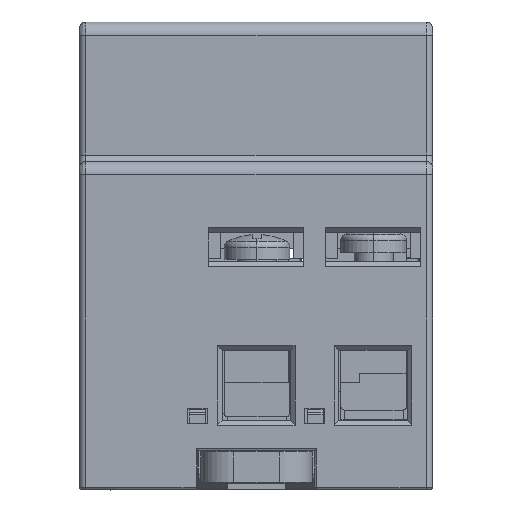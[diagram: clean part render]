
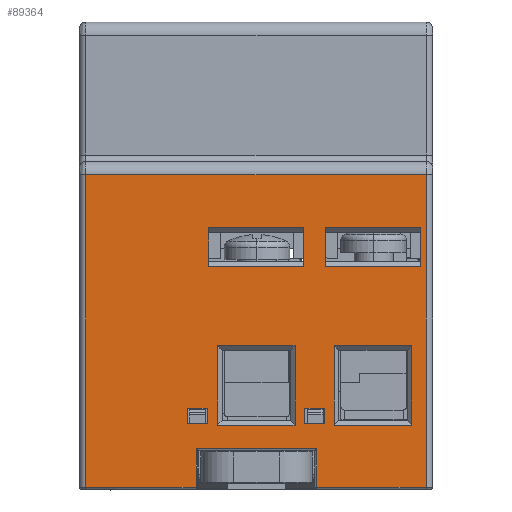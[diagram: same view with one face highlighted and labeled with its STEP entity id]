
A CAD part, left-side view. The second image highlights one B-rep face of the part: STEP entity #89364.
In plain terms, the highlighted planar face has unit normal (-1, 0, 0).
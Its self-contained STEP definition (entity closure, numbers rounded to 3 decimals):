
#65867=DIRECTION('',(0.,1.,0.));
#65868=VECTOR('',#65867,16.8);
#65869=CARTESIAN_POINT('',(-45.,-35.8,0.3));
#65870=LINE('',#65869,#65868);
#65898=DIRECTION('',(0.,0.,-1.));
#65899=VECTOR('',#65898,5.9);
#65900=CARTESIAN_POINT('',(-45.,-35.8,6.2));
#65901=LINE('',#65900,#65899);
#65930=DIRECTION('',(0.,0.,-1.));
#65931=VECTOR('',#65930,47.7);
#65932=CARTESIAN_POINT('',(-45.,-70.9,48.));
#65933=LINE('',#65932,#65931);
#65961=DIRECTION('',(0.,1.,0.));
#65962=VECTOR('',#65961,16.7);
#65963=CARTESIAN_POINT('',(-45.,-70.9,0.3));
#65964=LINE('',#65963,#65962);
#66080=DIRECTION('',(0.,1.,0.));
#66081=VECTOR('',#66080,18.4);
#66082=CARTESIAN_POINT('',(-45.,-54.2,6.2));
#66083=LINE('',#66082,#66081);
#66094=DIRECTION('',(0.,0.,1.));
#66095=VECTOR('',#66094,5.9);
#66096=CARTESIAN_POINT('',(-45.,-54.2,0.3));
#66097=LINE('',#66096,#66095);
#71820=DIRECTION('',(0.,-1.,0.));
#71821=VECTOR('',#71820,51.9);
#71822=CARTESIAN_POINT('',(-45.,-19.,48.));
#71823=LINE('',#71822,#71821);
#71858=DIRECTION('',(0.,0.,1.));
#71859=VECTOR('',#71858,47.7);
#71860=CARTESIAN_POINT('',(-45.,-19.,
0.3));
#71861=LINE('',#71860,#71859);
#83133=DIRECTION('',(0.,-1.,0.));
#83134=VECTOR('',#83133,11.8);
#83135=CARTESIAN_POINT('',(-45.,-39.1,9.8));
#83136=LINE('',#83135,#83134);
#83147=DIRECTION('',(0.,0.,1.));
#83148=VECTOR('',#83147,12.1);
#83149=CARTESIAN_POINT('',(-45.,-50.9,9.8));
#83150=LINE('',#83149,#83148);
#83175=DIRECTION('',(0.,1.,0.));
#83176=VECTOR('',#83175,11.8);
#83177=CARTESIAN_POINT('',(-45.,-50.9,21.9));
#83178=LINE('',#83177,#83176);
#83266=DIRECTION('',(0.,0.,-1.));
#83267=VECTOR('',#83266,12.1);
#83268=CARTESIAN_POINT('',(-45.,-39.1,21.9));
#83269=LINE('',#83268,#83267);
#83287=DIRECTION('',(0.,0.,1.));
#83288=VECTOR('',#83287,5.9);
#83289=CARTESIAN_POINT('',(-45.,-52.25,34.));
#83290=LINE('',#83289,#83288);
#83294=DIRECTION('',(0.,-1.,0.));
#83295=VECTOR('',#83294,14.5);
#83296=CARTESIAN_POINT('',(-45.,-37.75,34.));
#83297=LINE('',#83296,#83295);
#83301=DIRECTION('',(0.,0.,-1.));
#83302=VECTOR('',#83301,5.9);
#83303=CARTESIAN_POINT('',(-45.,-37.75,39.9));
#83304=LINE('',#83303,#83302);
#83322=DIRECTION('',(0.,1.,0.));
#83323=VECTOR('',#83322,14.5);
#83324=CARTESIAN_POINT('',(-45.,-52.25,39.9));
#83325=LINE('',#83324,#83323);
#83392=DIRECTION('',(0.,0.,1.));
#83393=VECTOR('',#83392,5.9);
#83394=CARTESIAN_POINT('',(-45.,-70.05,34.));
#83395=LINE('',#83394,#83393);
#83406=DIRECTION('',(0.,1.,0.));
#83407=VECTOR('',#83406,14.5);
#83408=CARTESIAN_POINT('',(-45.,-70.05,39.9));
#83409=LINE('',#83408,#83407);
#83420=DIRECTION('',(0.,0.,-1.));
#83421=VECTOR('',#83420,5.9);
#83422=CARTESIAN_POINT('',(-45.,-55.55,39.9));
#83423=LINE('',#83422,#83421);
#83470=DIRECTION('',(0.,-1.,0.));
#83471=VECTOR('',#83470,14.5);
#83472=CARTESIAN_POINT('',(-45.,-55.55,34.));
#83473=LINE('',#83472,#83471);
#83520=DIRECTION('',(0.,-1.,0.));
#83521=VECTOR('',#83520,3.);
#83522=CARTESIAN_POINT('',(-45.,-52.4,10.));
#83523=LINE('',#83522,#83521);
#83527=DIRECTION('',(0.,0.,-1.));
#83528=VECTOR('',#83527,2.4);
#83529=CARTESIAN_POINT('',(-45.,-52.4,12.4));
#83530=LINE('',#83529,#83528);
#83548=DIRECTION('',(0.,1.,0.));
#83549=VECTOR('',#83548,3.);
#83550=CARTESIAN_POINT('',(-45.,-55.4,12.4));
#83551=LINE('',#83550,#83549);
#83562=DIRECTION('',(0.,0.,1.));
#83563=VECTOR('',#83562,2.4);
#83564=CARTESIAN_POINT('',(-45.,-55.4,10.));
#83565=LINE('',#83564,#83563);
#83576=DIRECTION('',(0.,-1.,0.));
#83577=VECTOR('',#83576,3.);
#83578=CARTESIAN_POINT('',(-45.,-34.5,10.));
#83579=LINE('',#83578,#83577);
#83583=DIRECTION('',(0.,0.,-1.));
#83584=VECTOR('',#83583,2.4);
#83585=CARTESIAN_POINT('',(-45.,-34.5,12.4));
#83586=LINE('',#83585,#83584);
#83604=DIRECTION('',(0.,1.,0.));
#83605=VECTOR('',#83604,3.);
#83606=CARTESIAN_POINT('',(-45.,-37.5,12.4));
#83607=LINE('',#83606,#83605);
#83618=DIRECTION('',(0.,0.,1.));
#83619=VECTOR('',#83618,2.4);
#83620=CARTESIAN_POINT('',(-45.,-37.5,10.));
#83621=LINE('',#83620,#83619);
#83625=DIRECTION('',(0.,0.,1.));
#83626=VECTOR('',#83625,12.1);
#83627=CARTESIAN_POINT('',(-45.,-68.7,9.8));
#83628=LINE('',#83627,#83626);
#83646=DIRECTION('',(0.,1.,0.));
#83647=VECTOR('',#83646,11.8);
#83648=CARTESIAN_POINT('',(-45.,-68.7,21.9));
#83649=LINE('',#83648,#83647);
#83751=DIRECTION('',(0.,0.,-1.));
#83752=VECTOR('',#83751,12.1);
#83753=CARTESIAN_POINT('',(-45.,-56.9,21.9));
#83754=LINE('',#83753,#83752);
#83758=DIRECTION('',(0.,-1.,0.));
#83759=VECTOR('',#83758,11.8);
#83760=CARTESIAN_POINT('',(-45.,-56.9,9.8));
#83761=LINE('',#83760,#83759);
#84316=CARTESIAN_POINT('',(-45.,-19.,
0.3));
#84317=CARTESIAN_POINT('',(-45.,-19.,48.));
#84318=VERTEX_POINT('',#84316);
#84319=VERTEX_POINT('',#84317);
#84320=CARTESIAN_POINT('',(-45.,-70.9,48.));
#84321=VERTEX_POINT('',#84320);
#84322=CARTESIAN_POINT('',(-45.,-70.9,0.3));
#84323=VERTEX_POINT('',#84322);
#85577=CARTESIAN_POINT('',(-45.,-35.8,0.3));
#85578=VERTEX_POINT('',#85577);
#85579=CARTESIAN_POINT('',(-45.,-35.8,6.2));
#85580=VERTEX_POINT('',#85579);
#85581=CARTESIAN_POINT('',(-45.,-54.2,6.2));
#85582=VERTEX_POINT('',#85581);
#85583=CARTESIAN_POINT('',(-45.,-54.2,0.3));
#85584=VERTEX_POINT('',#85583);
#85585=CARTESIAN_POINT('',(-45.,-39.1,9.8));
#85586=CARTESIAN_POINT('',(-45.,-50.9,9.8));
#85587=VERTEX_POINT('',#85585);
#85588=VERTEX_POINT('',#85586);
#85589=CARTESIAN_POINT('',(-45.,-39.1,21.9));
#85590=VERTEX_POINT('',#85589);
#85591=CARTESIAN_POINT('',(-45.,-50.9,21.9));
#85592=VERTEX_POINT('',#85591);
#85593=CARTESIAN_POINT('',(-45.,-52.25,34.));
#85594=CARTESIAN_POINT('',(-45.,-52.25,39.9));
#85595=VERTEX_POINT('',#85593);
#85596=VERTEX_POINT('',#85594);
#85597=CARTESIAN_POINT('',(-45.,-37.75,34.));
#85598=VERTEX_POINT('',#85597);
#85599=CARTESIAN_POINT('',(-45.,-37.75,39.9));
#85600=VERTEX_POINT('',#85599);
#85601=CARTESIAN_POINT('',(-45.,-70.05,34.));
#85602=CARTESIAN_POINT('',(-45.,-70.05,39.9));
#85603=VERTEX_POINT('',#85601);
#85604=VERTEX_POINT('',#85602);
#85605=CARTESIAN_POINT('',(-45.,-55.55,34.));
#85606=VERTEX_POINT('',#85605);
#85607=CARTESIAN_POINT('',(-45.,-55.55,39.9));
#85608=VERTEX_POINT('',#85607);
#85609=CARTESIAN_POINT('',(-45.,-52.4,10.));
#85610=CARTESIAN_POINT('',(-45.,-55.4,10.));
#85611=VERTEX_POINT('',#85609);
#85612=VERTEX_POINT('',#85610);
#85613=CARTESIAN_POINT('',(-45.,-52.4,12.4));
#85614=VERTEX_POINT('',#85613);
#85615=CARTESIAN_POINT('',(-45.,-55.4,12.4));
#85616=VERTEX_POINT('',#85615);
#85617=CARTESIAN_POINT('',(-45.,-34.5,10.));
#85618=CARTESIAN_POINT('',(-45.,-37.5,10.));
#85619=VERTEX_POINT('',#85617);
#85620=VERTEX_POINT('',#85618);
#85621=CARTESIAN_POINT('',(-45.,-34.5,12.4));
#85622=VERTEX_POINT('',#85621);
#85623=CARTESIAN_POINT('',(-45.,-37.5,12.4));
#85624=VERTEX_POINT('',#85623);
#85625=CARTESIAN_POINT('',(-45.,-68.7,9.8));
#85626=CARTESIAN_POINT('',(-45.,-68.7,21.9));
#85627=VERTEX_POINT('',#85625);
#85628=VERTEX_POINT('',#85626);
#85629=CARTESIAN_POINT('',(-45.,-56.9,9.8));
#85630=VERTEX_POINT('',#85629);
#85631=CARTESIAN_POINT('',(-45.,-56.9,21.9));
#85632=VERTEX_POINT('',#85631);
#89283=CARTESIAN_POINT('',(-45.,-71.9,0.));
#89284=DIRECTION('',(-1.,0.,0.));
#89285=DIRECTION('',(0.,0.,-1.));
#89286=AXIS2_PLACEMENT_3D('',#89283,#89284,#89285);
#89287=PLANE('',#89286);
#89289=ORIENTED_EDGE('',*,*,#89288,.T.);
#89291=ORIENTED_EDGE('',*,*,#89290,.T.);
#89293=ORIENTED_EDGE('',*,*,#89292,.T.);
#89295=ORIENTED_EDGE('',*,*,#89294,.T.);
#89296=ORIENTED_EDGE('',*,*,#89274,.T.);
#89297=ORIENTED_EDGE('',*,*,#89250,.T.);
#89299=ORIENTED_EDGE('',*,*,#89298,.T.);
#89301=ORIENTED_EDGE('',*,*,#89300,.T.);
#89302=EDGE_LOOP('',(#89289,#89291,#89293,#89295,#89296,#89297,#89299,#89301));
#89303=FACE_OUTER_BOUND('',#89302,.F.);
#89305=ORIENTED_EDGE('',*,*,#89304,.T.);
#89307=ORIENTED_EDGE('',*,*,#89306,.T.);
#89309=ORIENTED_EDGE('',*,*,#89308,.T.);
#89311=ORIENTED_EDGE('',*,*,#89310,.T.);
#89312=EDGE_LOOP('',(#89305,#89307,#89309,#89311));
#89313=FACE_BOUND('',#89312,.F.);
#89315=ORIENTED_EDGE('',*,*,#89314,.T.);
#89317=ORIENTED_EDGE('',*,*,#89316,.T.);
#89319=ORIENTED_EDGE('',*,*,#89318,.T.);
#89321=ORIENTED_EDGE('',*,*,#89320,.T.);
#89322=EDGE_LOOP('',(#89315,#89317,#89319,#89321));
#89323=FACE_BOUND('',#89322,.F.);
#89325=ORIENTED_EDGE('',*,*,#89324,.T.);
#89327=ORIENTED_EDGE('',*,*,#89326,.T.);
#89329=ORIENTED_EDGE('',*,*,#89328,.T.);
#89331=ORIENTED_EDGE('',*,*,#89330,.T.);
#89332=EDGE_LOOP('',(#89325,#89327,#89329,#89331));
#89333=FACE_BOUND('',#89332,.F.);
#89335=ORIENTED_EDGE('',*,*,#89334,.T.);
#89337=ORIENTED_EDGE('',*,*,#89336,.T.);
#89339=ORIENTED_EDGE('',*,*,#89338,.T.);
#89341=ORIENTED_EDGE('',*,*,#89340,.T.);
#89342=EDGE_LOOP('',(#89335,#89337,#89339,#89341));
#89343=FACE_BOUND('',#89342,.F.);
#89345=ORIENTED_EDGE('',*,*,#89344,.T.);
#89347=ORIENTED_EDGE('',*,*,#89346,.T.);
#89349=ORIENTED_EDGE('',*,*,#89348,.T.);
#89351=ORIENTED_EDGE('',*,*,#89350,.T.);
#89352=EDGE_LOOP('',(#89345,#89347,#89349,#89351));
#89353=FACE_BOUND('',#89352,.F.);
#89355=ORIENTED_EDGE('',*,*,#89354,.T.);
#89357=ORIENTED_EDGE('',*,*,#89356,.T.);
#89359=ORIENTED_EDGE('',*,*,#89358,.T.);
#89361=ORIENTED_EDGE('',*,*,#89360,.T.);
#89362=EDGE_LOOP('',(#89355,#89357,#89359,#89361));
#89363=FACE_BOUND('',#89362,.F.);
#89250=EDGE_CURVE('',#85578,#84318,#65870,.T.);
#89274=EDGE_CURVE('',#85580,#85578,#65901,.T.);
#89288=EDGE_CURVE('',#84321,#84323,#65933,.T.);
#89290=EDGE_CURVE('',#84323,#85584,#65964,.T.);
#89292=EDGE_CURVE('',#85584,#85582,#66097,.T.);
#89294=EDGE_CURVE('',#85582,#85580,#66083,.T.);
#89298=EDGE_CURVE('',#84318,#84319,#71861,.T.);
#89300=EDGE_CURVE('',#84319,#84321,#71823,.T.);
#89304=EDGE_CURVE('',#85587,#85588,#83136,.T.);
#89306=EDGE_CURVE('',#85588,#85592,#83150,.T.);
#89308=EDGE_CURVE('',#85592,#85590,#83178,.T.);
#89310=EDGE_CURVE('',#85590,#85587,#83269,.T.);
#89314=EDGE_CURVE('',#85595,#85596,#83290,.T.);
#89316=EDGE_CURVE('',#85596,#85600,#83325,.T.);
#89318=EDGE_CURVE('',#85600,#85598,#83304,.T.);
#89320=EDGE_CURVE('',#85598,#85595,#83297,.T.);
#89324=EDGE_CURVE('',#85603,#85604,#83395,.T.);
#89326=EDGE_CURVE('',#85604,#85608,#83409,.T.);
#89328=EDGE_CURVE('',#85608,#85606,#83423,.T.);
#89330=EDGE_CURVE('',#85606,#85603,#83473,.T.);
#89334=EDGE_CURVE('',#85611,#85612,#83523,.T.);
#89336=EDGE_CURVE('',#85612,#85616,#83565,.T.);
#89338=EDGE_CURVE('',#85616,#85614,#83551,.T.);
#89340=EDGE_CURVE('',#85614,#85611,#83530,.T.);
#89344=EDGE_CURVE('',#85619,#85620,#83579,.T.);
#89346=EDGE_CURVE('',#85620,#85624,#83621,.T.);
#89348=EDGE_CURVE('',#85624,#85622,#83607,.T.);
#89350=EDGE_CURVE('',#85622,#85619,#83586,.T.);
#89354=EDGE_CURVE('',#85627,#85628,#83628,.T.);
#89356=EDGE_CURVE('',#85628,#85632,#83649,.T.);
#89358=EDGE_CURVE('',#85632,#85630,#83754,.T.);
#89360=EDGE_CURVE('',#85630,#85627,#83761,.T.);
#89364=ADVANCED_FACE('',(#89303,#89313,#89323,#89333,#89343,#89353,#89363),
#89287,.T.);
